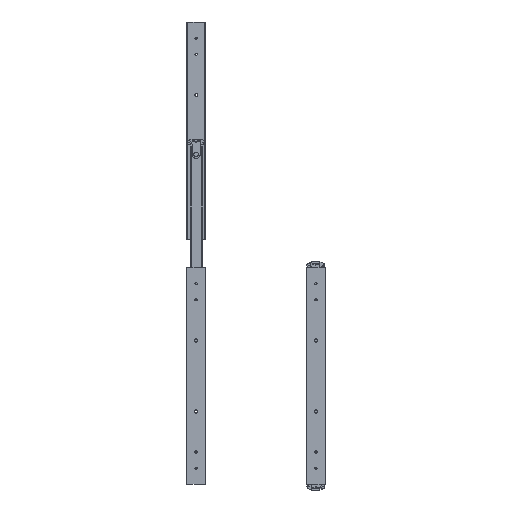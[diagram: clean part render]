
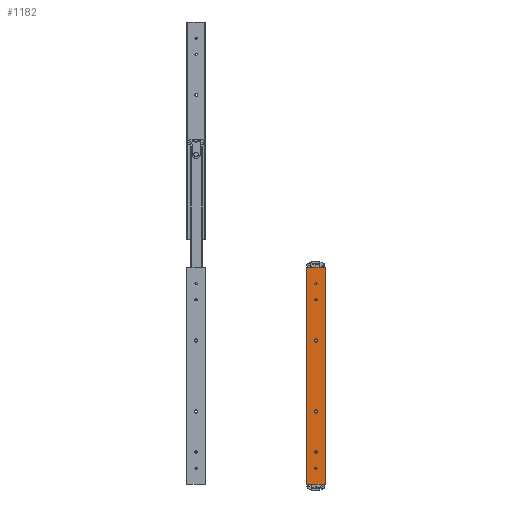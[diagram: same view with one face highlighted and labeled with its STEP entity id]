
A CAD part, front view. The second image highlights one B-rep face of the part: STEP entity #1182.
In plain terms, the highlighted planar face has unit normal (0, -1, 0).
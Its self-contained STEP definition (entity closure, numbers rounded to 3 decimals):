
#81=FACE_BOUND('',#276,.T.);
#82=FACE_BOUND('',#277,.T.);
#83=FACE_BOUND('',#278,.T.);
#84=FACE_BOUND('',#279,.T.);
#85=FACE_BOUND('',#280,.T.);
#86=FACE_BOUND('',#281,.T.);
#115=CIRCLE('',#1236,2.15);
#117=CIRCLE('',#1240,2.15);
#119=CIRCLE('',#1244,2.15);
#121=CIRCLE('',#1248,2.15);
#123=CIRCLE('',#1251,2.15);
#125=CIRCLE('',#1254,2.15);
#127=CIRCLE('',#1257,2.15);
#129=CIRCLE('',#1260,2.15);
#200=FACE_OUTER_BOUND('',#275,.T.);
#275=EDGE_LOOP('',(#897,#898,#899,#900));
#276=EDGE_LOOP('',(#901,#902,#903,#904));
#277=EDGE_LOOP('',(#905,#906,#907,#908));
#278=EDGE_LOOP('',(#909));
#279=EDGE_LOOP('',(#910));
#280=EDGE_LOOP('',(#911));
#281=EDGE_LOOP('',(#912));
#357=LINE('',#1725,#461);
#361=LINE('',#1737,#465);
#365=LINE('',#1749,#469);
#369=LINE('',#1761,#473);
#388=LINE('',#1823,#492);
#390=LINE('',#1827,#494);
#391=LINE('',#1829,#495);
#392=LINE('',#1830,#496);
#461=VECTOR('',#1365,2.2);
#465=VECTOR('',#1377,2.2);
#469=VECTOR('',#1389,2.2);
#473=VECTOR('',#1401,2.2);
#492=VECTOR('',#1462,428.);
#494=VECTOR('',#1466,36.4);
#495=VECTOR('',#1467,428.);
#496=VECTOR('',#1468,36.4);
#565=VERTEX_POINT('',#1722);
#566=VERTEX_POINT('',#1724);
#568=VERTEX_POINT('',#1730);
#570=VERTEX_POINT('',#1736);
#573=VERTEX_POINT('',#1746);
#574=VERTEX_POINT('',#1748);
#576=VERTEX_POINT('',#1754);
#578=VERTEX_POINT('',#1760);
#580=VERTEX_POINT('',#1769);
#582=VERTEX_POINT('',#1774);
#584=VERTEX_POINT('',#1779);
#586=VERTEX_POINT('',#1784);
#599=VERTEX_POINT('',#1820);
#600=VERTEX_POINT('',#1822);
#601=VERTEX_POINT('',#1826);
#602=VERTEX_POINT('',#1828);
#673=EDGE_CURVE('',#566,#565,#357,.T.);
#676=EDGE_CURVE('',#568,#566,#115,.T.);
#679=EDGE_CURVE('',#570,#568,#361,.T.);
#682=EDGE_CURVE('',#565,#570,#117,.T.);
#685=EDGE_CURVE('',#574,#573,#365,.T.);
#688=EDGE_CURVE('',#576,#574,#119,.T.);
#691=EDGE_CURVE('',#578,#576,#369,.T.);
#694=EDGE_CURVE('',#573,#578,#121,.T.);
#696=EDGE_CURVE('',#580,#580,#123,.T.);
#698=EDGE_CURVE('',#582,#582,#125,.T.);
#700=EDGE_CURVE('',#584,#584,#127,.T.);
#702=EDGE_CURVE('',#586,#586,#129,.T.);
#720=EDGE_CURVE('',#600,#599,#388,.T.);
#722=EDGE_CURVE('',#599,#601,#390,.T.);
#723=EDGE_CURVE('',#602,#601,#391,.T.);
#724=EDGE_CURVE('',#602,#600,#392,.T.);
#897=ORIENTED_EDGE('',*,*,#722,.T.);
#898=ORIENTED_EDGE('',*,*,#723,.F.);
#899=ORIENTED_EDGE('',*,*,#724,.T.);
#900=ORIENTED_EDGE('',*,*,#720,.T.);
#901=ORIENTED_EDGE('',*,*,#679,.T.);
#902=ORIENTED_EDGE('',*,*,#676,.T.);
#903=ORIENTED_EDGE('',*,*,#673,.T.);
#904=ORIENTED_EDGE('',*,*,#682,.T.);
#905=ORIENTED_EDGE('',*,*,#691,.T.);
#906=ORIENTED_EDGE('',*,*,#688,.T.);
#907=ORIENTED_EDGE('',*,*,#685,.T.);
#908=ORIENTED_EDGE('',*,*,#694,.T.);
#909=ORIENTED_EDGE('',*,*,#696,.T.);
#910=ORIENTED_EDGE('',*,*,#698,.T.);
#911=ORIENTED_EDGE('',*,*,#700,.T.);
#912=ORIENTED_EDGE('',*,*,#702,.T.);
#1131=PLANE('',#1267);
#1182=ADVANCED_FACE('',(#200,#81,#82,#83,#84,#85,#86),#1131,.T.);
#1236=AXIS2_PLACEMENT_3D('',#1731,#1371,#1372);
#1240=AXIS2_PLACEMENT_3D('',#1741,#1383,#1384);
#1244=AXIS2_PLACEMENT_3D('',#1755,#1395,#1396);
#1248=AXIS2_PLACEMENT_3D('',#1765,#1407,#1408);
#1251=AXIS2_PLACEMENT_3D('',#1770,#1413,#1414);
#1254=AXIS2_PLACEMENT_3D('',#1775,#1419,#1420);
#1257=AXIS2_PLACEMENT_3D('',#1780,#1425,#1426);
#1260=AXIS2_PLACEMENT_3D('',#1785,#1431,#1432);
#1267=AXIS2_PLACEMENT_3D('',#1825,#1464,#1465);
#1365=DIRECTION('',(0.,0.,1.));
#1371=DIRECTION('center_axis',(0.,1.,0.));
#1372=DIRECTION('ref_axis',(-1.,0.,0.));
#1377=DIRECTION('',(0.,0.,-1.));
#1383=DIRECTION('center_axis',(0.,1.,0.));
#1384=DIRECTION('ref_axis',(1.,0.,0.));
#1389=DIRECTION('',(0.,0.,-1.));
#1395=DIRECTION('center_axis',(0.,1.,0.));
#1396=DIRECTION('ref_axis',(-1.,0.,0.));
#1401=DIRECTION('',(0.,0.,1.));
#1407=DIRECTION('center_axis',(0.,1.,0.));
#1408=DIRECTION('ref_axis',(1.,0.,0.));
#1413=DIRECTION('center_axis',(0.,1.,0.));
#1414=DIRECTION('ref_axis',(-1.,0.,0.));
#1419=DIRECTION('center_axis',(0.,1.,0.));
#1420=DIRECTION('ref_axis',(-1.,0.,0.));
#1425=DIRECTION('center_axis',(0.,1.,0.));
#1426=DIRECTION('ref_axis',(-1.,0.,0.));
#1431=DIRECTION('center_axis',(0.,1.,0.));
#1432=DIRECTION('ref_axis',(-1.,0.,0.));
#1462=DIRECTION('',(0.,0.,1.));
#1464=DIRECTION('center_axis',(0.,-1.,0.));
#1465=DIRECTION('ref_axis',(0.,0.,-1.));
#1466=DIRECTION('',(-1.,0.,0.));
#1467=DIRECTION('',(0.,0.,1.));
#1468=DIRECTION('',(1.,0.,0.));
#1722=CARTESIAN_POINT('',(-2.15,-4.7,145.1));
#1724=CARTESIAN_POINT('',(-2.15,-4.7,142.9));
#1725=CARTESIAN_POINT('',(-2.15,-4.7,72.55));
#1730=CARTESIAN_POINT('',(2.15,-4.7,142.9));
#1731=CARTESIAN_POINT('Origin',(0.,-4.7,142.9));
#1736=CARTESIAN_POINT('',(2.15,-4.7,145.1));
#1737=CARTESIAN_POINT('',(2.15,-4.7,71.45));
#1741=CARTESIAN_POINT('Origin',(0.,-4.7,145.1));
#1746=CARTESIAN_POINT('',(2.15,-4.7,282.9));
#1748=CARTESIAN_POINT('',(2.15,-4.7,285.1));
#1749=CARTESIAN_POINT('',(2.15,-4.7,141.45));
#1754=CARTESIAN_POINT('',(-2.15,-4.7,285.1));
#1755=CARTESIAN_POINT('Origin',(0.,-4.7,285.1));
#1760=CARTESIAN_POINT('',(-2.15,-4.7,282.9));
#1761=CARTESIAN_POINT('',(-2.15,-4.7,142.55));
#1765=CARTESIAN_POINT('Origin',(0.,-4.7,282.9));
#1769=CARTESIAN_POINT('',(2.15,-4.7,32.));
#1770=CARTESIAN_POINT('Origin',(0.,-4.7,32.));
#1774=CARTESIAN_POINT('',(2.15,-4.7,64.));
#1775=CARTESIAN_POINT('Origin',(0.,-4.7,64.));
#1779=CARTESIAN_POINT('',(2.15,-4.7,364.));
#1780=CARTESIAN_POINT('Origin',(0.,-4.7,364.));
#1784=CARTESIAN_POINT('',(2.15,-4.7,396.));
#1785=CARTESIAN_POINT('Origin',(0.,-4.7,396.));
#1820=CARTESIAN_POINT('',(18.2,-4.7,428.));
#1822=CARTESIAN_POINT('',(18.2,-4.7,0.));
#1823=CARTESIAN_POINT('',(18.2,-4.7,0.));
#1825=CARTESIAN_POINT('Origin',(18.2,-4.7,0.));
#1826=CARTESIAN_POINT('',(-18.2,-4.7,428.));
#1827=CARTESIAN_POINT('',(-18.2,-4.7,428.));
#1828=CARTESIAN_POINT('',(-18.2,-4.7,0.));
#1829=CARTESIAN_POINT('',(-18.2,-4.7,0.));
#1830=CARTESIAN_POINT('',(-18.2,-4.7,0.));
